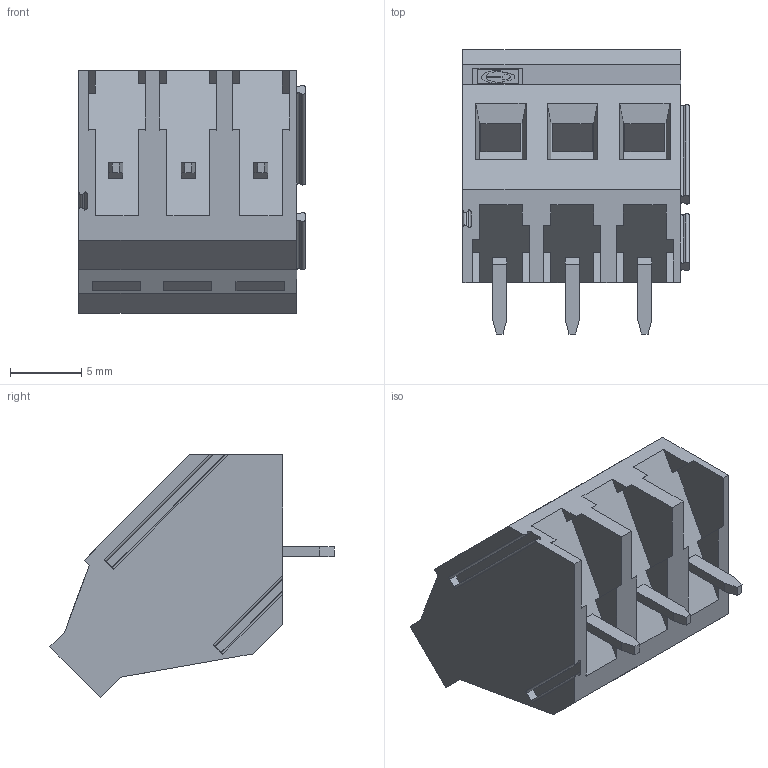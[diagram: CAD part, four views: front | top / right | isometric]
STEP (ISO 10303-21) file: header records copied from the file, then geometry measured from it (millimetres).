
FILE_DESCRIPTION(('STEP AP214'),'1');
FILE_NAME('MI253-5,08-IQ.stp','2020-11-16T14:10:59',(' '),(' '),'Spatial InterOp 3D',' ',' ');
FILE_SCHEMA(('automotive_design'));
Length unit declared in the file: metre
Products named in the file (1): 1
Bounding box: 15.84 x 19.9 x 17 mm (x, y, z)
Volume: 2105.5 mm3; surface area: 1991.3 mm2
Topology: 1 solids, 1 shells, 193 faces, 516 edges, 342 vertices
Faces by surface type: plane 169, cylinder 23, extrusion 1
Full cylindrical faces by diameter (mm): 4 x3
Entity records: 7467 total; most frequent: CARTESIAN_POINT 1061, ORIENTED_EDGE 1020, DIRECTION 950, EDGE_CURVE 510, VECTOR 454, LINE 453, VERTEX_POINT 339, AXIS2_PLACEMENT_3D 248
